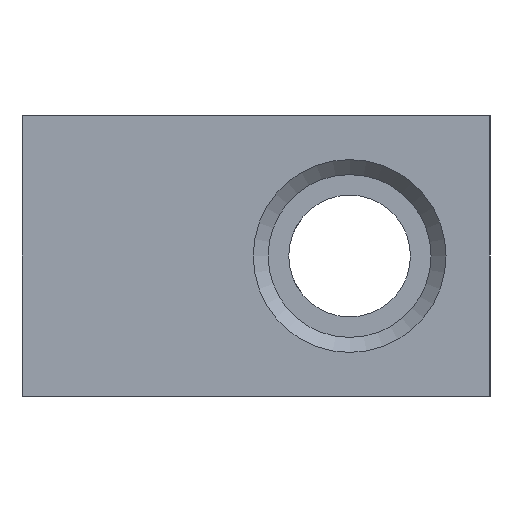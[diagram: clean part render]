
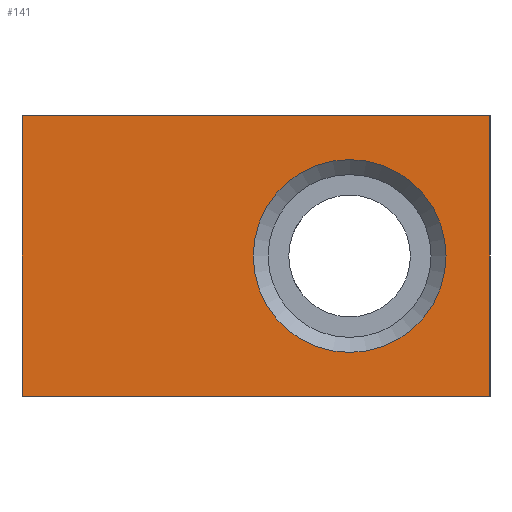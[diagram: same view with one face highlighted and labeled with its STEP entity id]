
A CAD part, left-side view. The second image highlights one B-rep face of the part: STEP entity #141.
In plain terms, the highlighted planar face has unit normal (-1, 0, 0).
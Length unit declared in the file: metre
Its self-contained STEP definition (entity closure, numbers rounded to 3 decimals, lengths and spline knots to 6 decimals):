
#141 = ADVANCED_FACE( 'NONE', ( #340, #341 ), #342, .F. );
#340 = FACE_OUTER_BOUND( '', #612, .T. );
#341 = FACE_BOUND( '', #613, .T. );
#342 = PLANE( '', #614 );
#612 = EDGE_LOOP( '', ( #960, #961, #962, #963 ) );
#613 = EDGE_LOOP( '', ( #964 ) );
#614 = AXIS2_PLACEMENT_3D( '', #965, #966, #967 );
#960 = ORIENTED_EDGE( '', *, *, #1597, .T. );
#961 = ORIENTED_EDGE( '', *, *, #1598, .F. );
#962 = ORIENTED_EDGE( '', *, *, #1599, .F. );
#963 = ORIENTED_EDGE( '', *, *, #1600, .T. );
#964 = ORIENTED_EDGE( '', *, *, #1601, .T. );
#965 = CARTESIAN_POINT( '', ( -0.025, 0.0175, 0.0075 ) );
#966 = DIRECTION( '', ( 1., 0., 0. ) );
#967 = DIRECTION( '', ( 0., 1., 0. ) );
#1597 = EDGE_CURVE( 'NONE', #1927, #1928, #1929, .T. );
#1598 = EDGE_CURVE( 'NONE', #1930, #1928, #1931, .T. );
#1599 = EDGE_CURVE( 'NONE', #1932, #1930, #1933, .T. );
#1600 = EDGE_CURVE( 'NONE', #1932, #1927, #1934, .T. );
#1601 = EDGE_CURVE( 'NONE', #1935, #1935, #1936, .T. );
#1927 = VERTEX_POINT( 'NONE', #2379 );
#1928 = VERTEX_POINT( 'NONE', #2380 );
#1929 = LINE( '', #2381, #2382 );
#1930 = VERTEX_POINT( 'NONE', #2383 );
#1931 = LINE( '', #2384, #2385 );
#1932 = VERTEX_POINT( 'NONE', #2386 );
#1933 = LINE( '', #2387, #2388 );
#1934 = LINE( '', #2389, #2390 );
#1935 = VERTEX_POINT( '', #2391 );
#1936 = CIRCLE( '', #2392, 0.00515 );
#2379 = CARTESIAN_POINT( '', ( -0.025, 0.0175, -0.0075 ) );
#2380 = CARTESIAN_POINT( '', ( -0.025, -0.0075, -0.0075 ) );
#2381 = CARTESIAN_POINT( '', ( -0.025, 0.0175, -0.0075 ) );
#2382 = VECTOR( '', #2890, 1. );
#2383 = CARTESIAN_POINT( '', ( -0.025, -0.0075, 0.0075 ) );
#2384 = CARTESIAN_POINT( '', ( -0.025, -0.0075, 0.0075 ) );
#2385 = VECTOR( '', #2891, 1. );
#2386 = CARTESIAN_POINT( '', ( -0.025, 0.0175, 0.0075 ) );
#2387 = CARTESIAN_POINT( '', ( -0.025, 0.0175, 0.0075 ) );
#2388 = VECTOR( '', #2892, 1. );
#2389 = CARTESIAN_POINT( '', ( -0.025, 0.0175, 0.0075 ) );
#2390 = VECTOR( '', #2893, 1. );
#2391 = CARTESIAN_POINT( '', ( -0.025, 0., -0.00515 ) );
#2392 = AXIS2_PLACEMENT_3D( '', #2894, #2895, #2896 );
#2890 = DIRECTION( '', ( 0., -1., 0. ) );
#2891 = DIRECTION( '', ( 0., 0., -1. ) );
#2892 = DIRECTION( '', ( 0., -1., 0. ) );
#2893 = DIRECTION( '', ( 0., 0., -1. ) );
#2894 = CARTESIAN_POINT( '', ( -0.025, 0., 0. ) );
#2895 = DIRECTION( '', ( 1., 0., 0. ) );
#2896 = DIRECTION( '', ( 0., 0., -1. ) );
